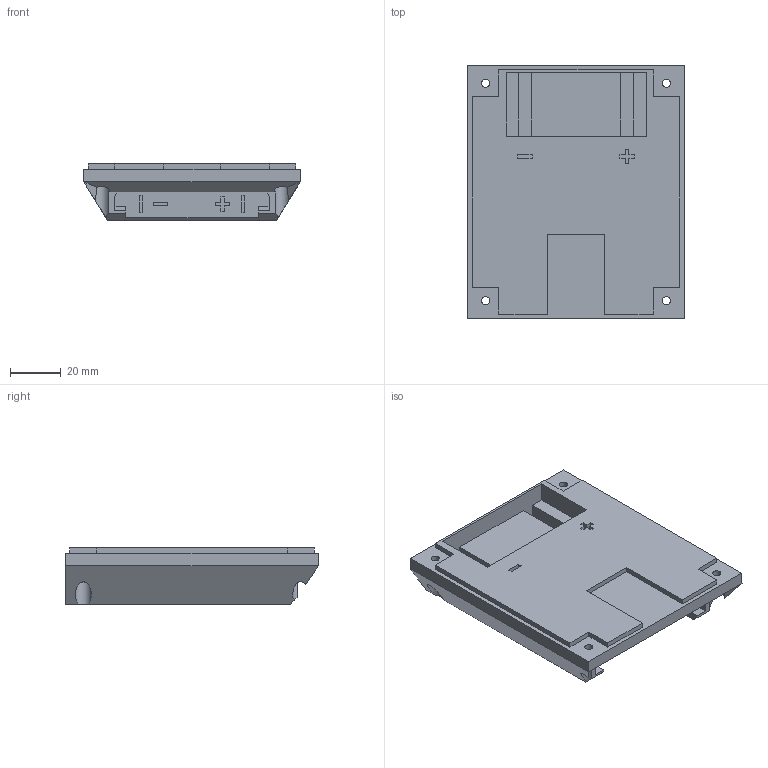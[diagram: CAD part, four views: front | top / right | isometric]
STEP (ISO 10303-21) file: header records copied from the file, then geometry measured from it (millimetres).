
FILE_DESCRIPTION(/* description */ (''),/* implementation_level */ '2;1');
FILE_NAME(/* name */ 'Middle_BOSCH-GBA_adapter',/* time_stamp */ '2025-05-26T21:22:09+02:00',/* author */ (''),/* organization */ (''),/* preprocessor_version */ 'ST-DEVELOPER v19.2',/* originating_system */ 'Rhino 8.20',/* authorisation */ '');
FILE_SCHEMA (('CONFIG_CONTROL_DESIGN'));
Length unit declared in the file: millimetre
Products named in the file (1): Document
Bounding box: 85 x 99.25 x 22 mm (x, y, z)
Volume: 104551.5 mm3; surface area: 29242 mm2
Topology: 1 solids, 1 shells, 128 faces, 346 edges, 227 vertices
Faces by surface type: plane 118, cylinder 8, bspline 2
Full cylindrical faces by diameter (mm): 3.2 x4, 6.2 x4
Entity records: 3742 total; most frequent: CARTESIAN_POINT 1212, ORIENTED_EDGE 692, EDGE_CURVE 346, B_SPLINE_CURVE_WITH_KNOTS 323, VERTEX_POINT 227, DIRECTION 154, EDGE_LOOP 147, AXIS2_PLACEMENT_3D 140
